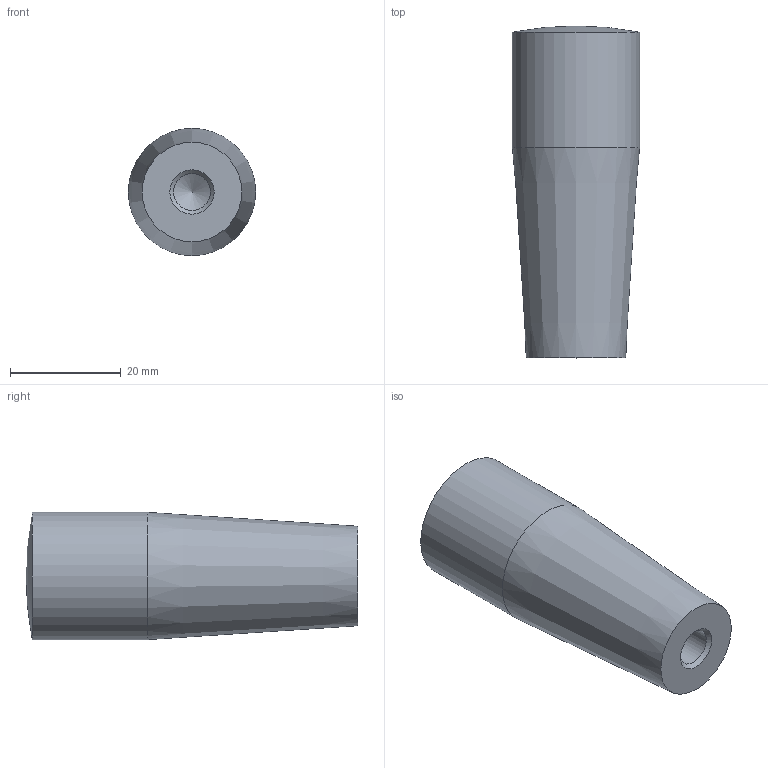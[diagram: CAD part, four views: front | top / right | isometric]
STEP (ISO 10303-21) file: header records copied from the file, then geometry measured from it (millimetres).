
FILE_DESCRIPTION( ( 'STEP AP214' ), '1' );
FILE_NAME( 'K0172.208.stp', '2020-11-26T10:51:36', ( '' ), ( '' ), ' ', 'PARTsolutions', ' ' );
FILE_SCHEMA( ( 'AUTOMOTIVE_DESIGN { 1 0 10303 214 1 1 1 1 }' ) );
Length unit declared in the file: millimetre
Products named in the file (1): _K0172.208
Bounding box: 23 x 60 x 23 mm (x, y, z)
Volume: 20904.4 mm3; surface area: 4984.2 mm2
Topology: 1 solids, 1 shells, 7 faces, 15 edges, 9 vertices
Faces by surface type: cone 3, cylinder 2, plane 1, sphere 1
Full cylindrical faces by diameter (mm): 6.647 x1, 23 x1
Entity records: 214 total; most frequent: DIRECTION 28, CARTESIAN_POINT 22, AXIS2_PLACEMENT_3D 14, EDGE_LOOP 12, ORIENTED_EDGE 12, FACE_OUTER_BOUND 9, VERTEX_POINT 8, STYLED_ITEM 7
